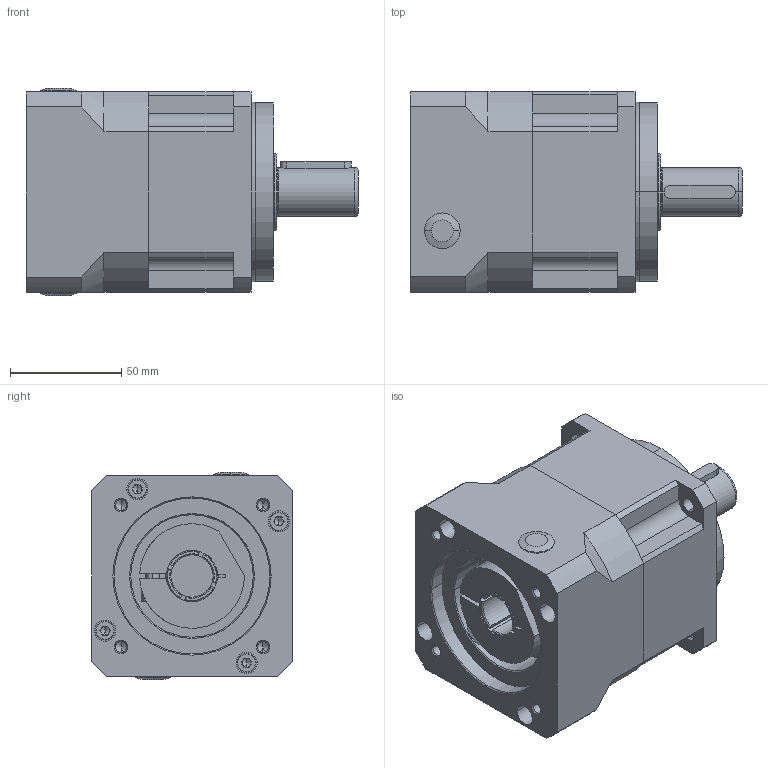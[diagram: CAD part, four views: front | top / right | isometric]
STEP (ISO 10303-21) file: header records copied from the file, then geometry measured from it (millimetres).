
FILE_DESCRIPTION (( 'STEP AP203' ), '1' );
FILE_NAME ('090等僇俋夤.STEP', '2017-09-18T09:30:10', ( 'Sky123.Org' ), ( 'Sky123.Org' ), 'SwSTEP 2.0', 'SolidWorks 2012', '' );
FILE_SCHEMA (( 'CONFIG_CONTROL_DESIGN' ));
Length unit declared in the file: millimetre
Products named in the file (1): 090等僇俋夤
Bounding box: 149 x 90 x 93 mm (x, y, z)
Volume: 749800.2 mm3; surface area: 111655.8 mm2
Topology: 17 solids, 18 shells, 471 faces, 1129 edges, 699 vertices
Faces by surface type: plane 188, cylinder 141, cone 82, torus 32, bspline 24, sphere 4
Entity records: 14796 total; most frequent: CARTESIAN_POINT 3708, DIRECTION 2406, ORIENTED_EDGE 2218, EDGE_CURVE 1109, AXIS2_PLACEMENT_3D 948, VERTEX_POINT 699, EDGE_LOOP 528, LINE 510
